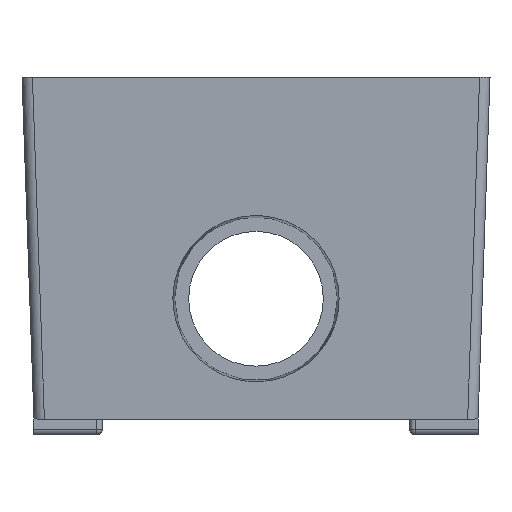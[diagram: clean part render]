
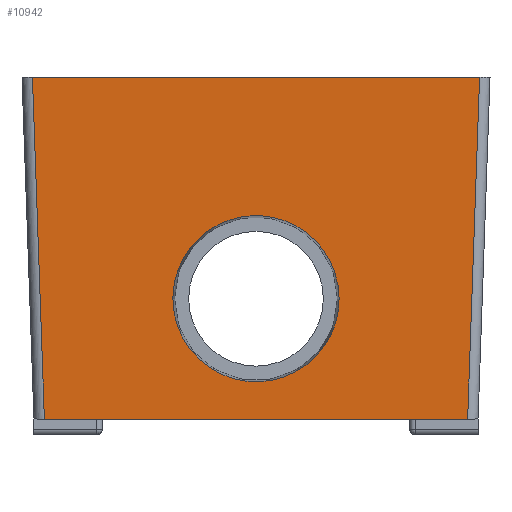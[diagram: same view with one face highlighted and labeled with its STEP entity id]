
A CAD part, front view. The second image highlights one B-rep face of the part: STEP entity #10942.
In plain terms, the highlighted planar face has unit normal (0, -0.999, -0.035).
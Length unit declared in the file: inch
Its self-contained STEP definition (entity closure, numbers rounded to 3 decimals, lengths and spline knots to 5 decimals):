
#180 = VERTEX_POINT ( 'NONE', #13223 ) ;
#622 = ORIENTED_EDGE ( 'NONE', *, *, #14213, .T. ) ;
#672 =( BOUNDED_CURVE ( )  B_SPLINE_CURVE ( 3, ( #9342, #10841, #9536, #3297, #1853, #18559, #6232 ),
 .UNSPECIFIED., .F., .F. ) 
 B_SPLINE_CURVE_WITH_KNOTS ( ( 4, 3, 4 ),
 ( 4.71162, 6.28319, 7.85475 ),
 .UNSPECIFIED. ) 
 CURVE ( )  GEOMETRIC_REPRESENTATION_ITEM ( )  RATIONAL_B_SPLINE_CURVE ( ( 1., 0.805, 0.805, 1., 0.805, 0.805, 1. ) ) 
 REPRESENTATION_ITEM ( '' )  );
#752 = VECTOR ( 'NONE', #7452, 39.37008 ) ;
#955 = VERTEX_POINT ( 'NONE', #2831 ) ;
#1007 = EDGE_LOOP ( 'NONE', ( #3679, #18312 ) ) ;
#1105 = DIRECTION ( 'NONE',  ( 1., 0., 0. ) ) ;
#1471 = VERTEX_POINT ( 'NONE', #17141 ) ;
#1815 = VERTEX_POINT ( 'NONE', #9837 ) ;
#1853 = CARTESIAN_POINT ( 'NONE',  ( -0.28938, -2.2363, -1.82292 ) ) ;
#1923 = LINE ( 'NONE', #13688, #752 ) ;
#2089 = CARTESIAN_POINT ( 'NONE',  ( 1.32804, -2.265, -1.001 ) ) ;
#2454 = EDGE_CURVE ( 'NONE', #13745, #5367, #13432, .T. ) ;
#2831 = CARTESIAN_POINT ( 'NONE',  ( -1.32804, -2.265, -1.001 ) ) ;
#3084 = EDGE_CURVE ( 'NONE', #180, #1815, #672, .T. ) ;
#3297 = CARTESIAN_POINT ( 'NONE',  ( 0., -2.2363, -1.82292 ) ) ;
#3640 =( BOUNDED_CURVE ( )  B_SPLINE_CURVE ( 3, ( #8602, #19217, #7140, #8721 ),
 .UNSPECIFIED., .F., .T. ) 
 B_SPLINE_CURVE_WITH_KNOTS ( ( 4, 4 ),
 ( 1.57157, 4.71162 ),
 .UNSPECIFIED. ) 
 CURVE ( )  GEOMETRIC_REPRESENTATION_ITEM ( )  RATIONAL_B_SPLINE_CURVE ( ( 1., 0.334, 0.334, 1. ) ) 
 REPRESENTATION_ITEM ( '' )  );
#3679 = ORIENTED_EDGE ( 'NONE', *, *, #19451, .F. ) ;
#4337 = CARTESIAN_POINT ( 'NONE',  ( 1.32469, -2.26166, -1.09678 ) ) ;
#4563 = LINE ( 'NONE', #14923, #15225 ) ;
#5041 = EDGE_LOOP ( 'NONE', ( #15026, #7823, #622, #11332 ) ) ;
#5367 = VERTEX_POINT ( 'NONE', #2089 ) ;
#5526 = CARTESIAN_POINT ( 'NONE',  ( -1.4215, -2.265, -1.001 ) ) ;
#6232 = CARTESIAN_POINT ( 'NONE',  ( -0.49369, -2.21904, -2.317 ) ) ;
#7140 = CARTESIAN_POINT ( 'NONE',  ( 0.49293, -2.18462, -3.30287 ) ) ;
#7452 = DIRECTION ( 'NONE',  ( 1., 0., 0. ) ) ;
#7592 = DIRECTION ( 'NONE',  ( 0.035, -0.035, 0.999 ) ) ;
#7823 = ORIENTED_EDGE ( 'NONE', *, *, #18162, .T. ) ;
#8602 = CARTESIAN_POINT ( 'NONE',  ( -0.49369, -2.21904, -2.317 ) ) ;
#8721 = CARTESIAN_POINT ( 'NONE',  ( 0.49369, -2.21904, -2.317 ) ) ;
#8864 = FACE_OUTER_BOUND ( 'NONE', #5041, .T. ) ;
#9102 = FACE_BOUND ( 'NONE', #1007, .T. ) ;
#9342 = CARTESIAN_POINT ( 'NONE',  ( 0.49369, -2.21904, -2.317 ) ) ;
#9536 = CARTESIAN_POINT ( 'NONE',  ( 0.28938, -2.2363, -1.82292 ) ) ;
#9837 = CARTESIAN_POINT ( 'NONE',  ( -0.49369, -2.21904, -2.317 ) ) ;
#10841 = CARTESIAN_POINT ( 'NONE',  ( 0.49392, -2.22915, -2.02762 ) ) ;
#10942 = ADVANCED_FACE ( 'NONE', ( #9102, #8864 ), #14726, .F. ) ;
#11332 = ORIENTED_EDGE ( 'NONE', *, *, #2454, .T. ) ;
#12776 = VECTOR ( 'NONE', #18761, 39.37008 ) ;
#13223 = CARTESIAN_POINT ( 'NONE',  ( 0.49369, -2.21904, -2.317 ) ) ;
#13249 = LINE ( 'NONE', #19030, #12776 ) ;
#13432 = LINE ( 'NONE', #4337, #16762 ) ;
#13688 = CARTESIAN_POINT ( 'NONE',  ( 1.31039, -2.19408, -3.03181 ) ) ;
#13745 = VERTEX_POINT ( 'NONE', #16463 ) ;
#14213 = EDGE_CURVE ( 'NONE', #1471, #13745, #1923, .T. ) ;
#14726 = PLANE ( 'NONE',  #17297 ) ;
#14923 = CARTESIAN_POINT ( 'NONE',  ( -1.4215, -2.265, -1.001 ) ) ;
#15026 = ORIENTED_EDGE ( 'NONE', *, *, #17274, .F. ) ;
#15225 = VECTOR ( 'NONE', #1105, 39.37008 ) ;
#16121 = DIRECTION ( 'NONE',  ( 0., -0.035, 0.999 ) ) ;
#16463 = CARTESIAN_POINT ( 'NONE',  ( 1.25712, -2.19408, -3.03181 ) ) ;
#16762 = VECTOR ( 'NONE', #7592, 39.37008 ) ;
#17141 = CARTESIAN_POINT ( 'NONE',  ( -1.25712, -2.19408, -3.03181 ) ) ;
#17274 = EDGE_CURVE ( 'NONE', #955, #5367, #4563, .T. ) ;
#17297 = AXIS2_PLACEMENT_3D ( 'NONE', #5526, #17599, #16121 ) ;
#17599 = DIRECTION ( 'NONE',  ( 0., 0.999, 0.035 ) ) ;
#18162 = EDGE_CURVE ( 'NONE', #955, #1471, #13249, .T. ) ;
#18312 = ORIENTED_EDGE ( 'NONE', *, *, #3084, .F. ) ;
#18559 = CARTESIAN_POINT ( 'NONE',  ( -0.49392, -2.22915, -2.02762 ) ) ;
#18761 = DIRECTION ( 'NONE',  ( 0.035, 0.035, -0.999 ) ) ;
#19030 = CARTESIAN_POINT ( 'NONE',  ( -1.25744, -2.1944, -3.0226 ) ) ;
#19217 = CARTESIAN_POINT ( 'NONE',  ( -0.49293, -2.18462, -3.30287 ) ) ;
#19451 = EDGE_CURVE ( 'NONE', #1815, #180, #3640, .T. ) ;
